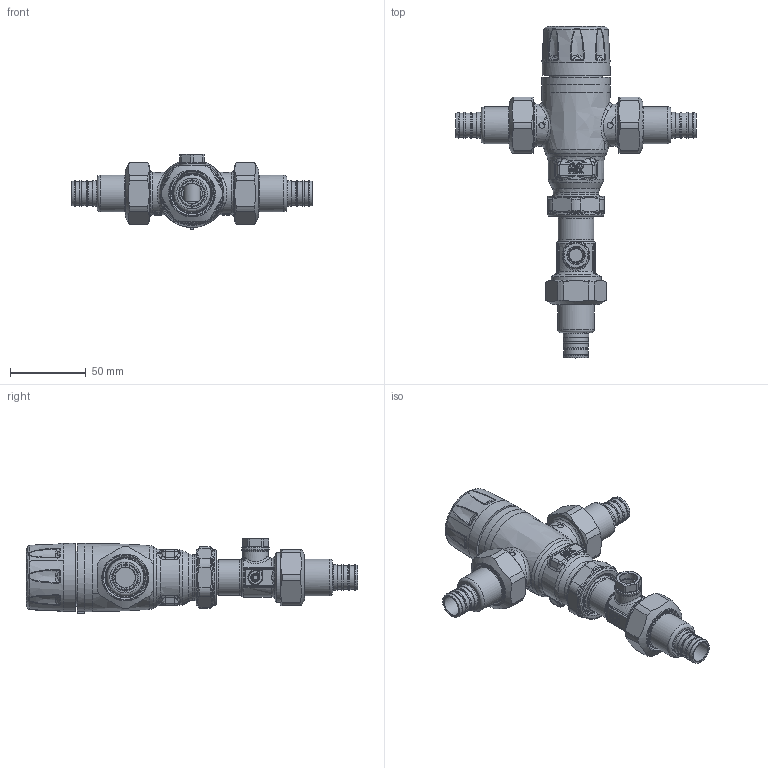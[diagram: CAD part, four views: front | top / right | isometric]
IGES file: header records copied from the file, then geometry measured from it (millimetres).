
Global section: file name: 521517A; native system: Autodesk Inventor 2024; preprocessor: unknown; author: ischreiner; date: 20250612.141606; units: inch
Bounding box: 158.93 x 219.31 x 49.95 mm (x, y, z)
Volume: 248503.1 mm3; surface area: 71904.2 mm2
Topology: 10 solids, 10 shells, 1854 faces, 4342 edges, 2425 vertices
Faces by surface type: bspline 1854
